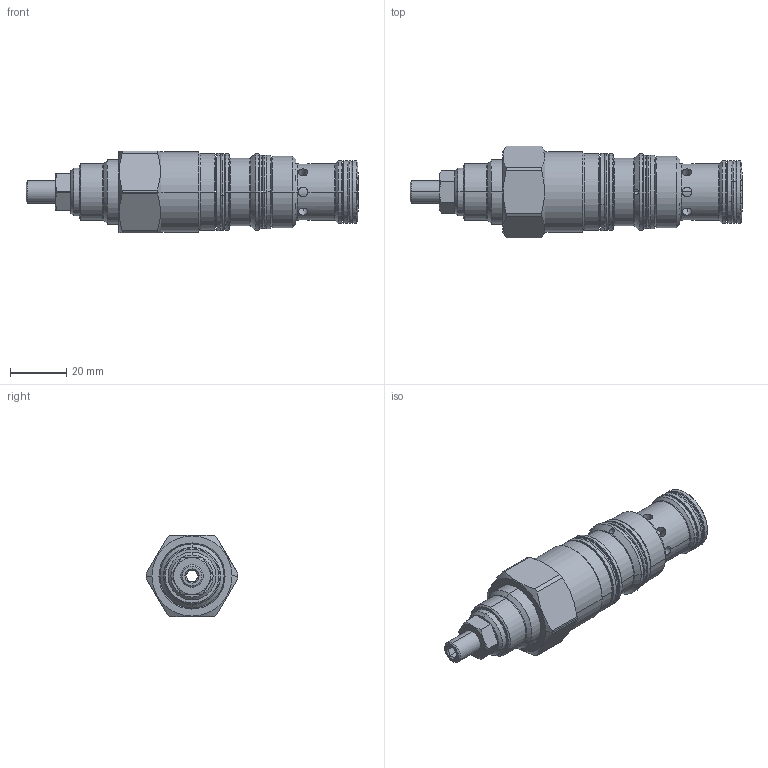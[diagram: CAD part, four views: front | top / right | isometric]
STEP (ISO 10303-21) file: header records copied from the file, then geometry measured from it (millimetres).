
FILE_DESCRIPTION (( 'STEP AP214' ), '1' );
FILE_NAME ('C000D210040200A.STEP', '2018-11-27T10:04:14', ( 'Fabio Pellicciari' ), ( '' ), 'SwSTEP 2.0', 'SolidWorks 2015', '' );
FILE_SCHEMA (( 'AUTOMOTIVE_DESIGN' ));
Length unit declared in the file: millimetre
Products named in the file (1): C000D210040200A
Bounding box: 118.03 x 32.7 x 29 mm (x, y, z)
Surface area: 14116.2 mm2 (no closed solid volume)
Topology: 0 solids, 17 shells, 224 faces, 532 edges, 327 vertices
Faces by surface type: cylinder 83, cone 60, plane 47, torus 34
Entity records: 9974 total; most frequent: CARTESIAN_POINT 2281, DIRECTION 1183, ORIENTED_EDGE 986, EDGE_CURVE 532, AXIS2_PLACEMENT_3D 507, VERTEX_POINT 327, CIRCLE 282, EDGE_LOOP 251
